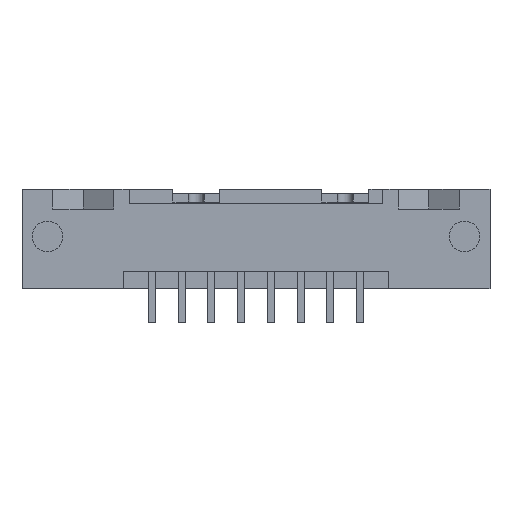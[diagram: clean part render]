
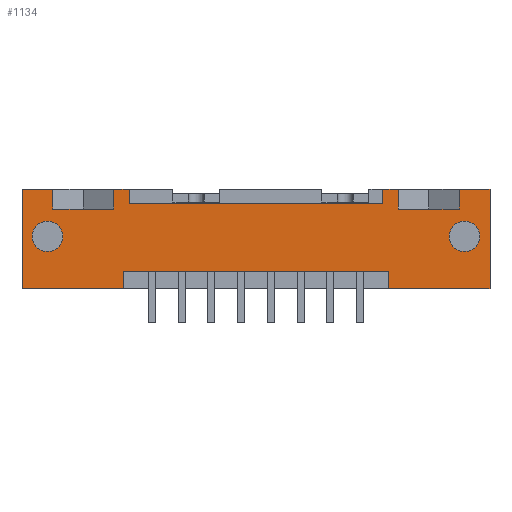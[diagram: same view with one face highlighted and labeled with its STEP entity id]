
A CAD part, front view. The second image highlights one B-rep face of the part: STEP entity #1134.
In plain terms, the highlighted planar face has unit normal (0, -1, 0).
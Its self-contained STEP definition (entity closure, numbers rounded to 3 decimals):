
#859=FACE_BOUND('',#1943,.T.);
#860=FACE_BOUND('',#1944,.T.);
#861=FACE_BOUND('',#1945,.T.);
#906=CIRCLE('',#6186,1.3);
#908=CIRCLE('',#6190,1.3);
#1134=ADVANCED_FACE('',(#859,#860,#861),#1404,.T.);
#1404=PLANE('',#6212);
#1943=EDGE_LOOP('',(#2925));
#1944=EDGE_LOOP('',(#2926));
#1945=EDGE_LOOP('',(#2927,#2928,#2929,#2930,#2931,#2932,#2933,#2934,#2935,
#2936,#2937,#2938,#2939,#2940,#2941,#2942,#2943,#2944,#2945,#2946));
#2925=ORIENTED_EDGE('',*,*,#4393,.T.);
#2926=ORIENTED_EDGE('',*,*,#4395,.T.);
#2927=ORIENTED_EDGE('',*,*,#4443,.T.);
#2928=ORIENTED_EDGE('',*,*,#4444,.T.);
#2929=ORIENTED_EDGE('',*,*,#4442,.T.);
#2930=ORIENTED_EDGE('',*,*,#4445,.T.);
#2931=ORIENTED_EDGE('',*,*,#4438,.T.);
#2932=ORIENTED_EDGE('',*,*,#4425,.T.);
#2933=ORIENTED_EDGE('',*,*,#4431,.T.);
#2934=ORIENTED_EDGE('',*,*,#4446,.T.);
#2935=ORIENTED_EDGE('',*,*,#4447,.T.);
#2936=ORIENTED_EDGE('',*,*,#4448,.T.);
#2937=ORIENTED_EDGE('',*,*,#4449,.T.);
#2938=ORIENTED_EDGE('',*,*,#4450,.T.);
#2939=ORIENTED_EDGE('',*,*,#4421,.T.);
#2940=ORIENTED_EDGE('',*,*,#4413,.T.);
#2941=ORIENTED_EDGE('',*,*,#4414,.T.);
#2942=ORIENTED_EDGE('',*,*,#4451,.T.);
#2943=ORIENTED_EDGE('',*,*,#4405,.F.);
#2944=ORIENTED_EDGE('',*,*,#4452,.T.);
#2945=ORIENTED_EDGE('',*,*,#4397,.T.);
#2946=ORIENTED_EDGE('',*,*,#4453,.T.);
#3767=VERTEX_POINT('',#8548);
#3769=VERTEX_POINT('',#8554);
#3771=VERTEX_POINT('',#8558);
#3772=VERTEX_POINT('',#8560);
#3778=VERTEX_POINT('',#8575);
#3779=VERTEX_POINT('',#8577);
#3782=VERTEX_POINT('',#8586);
#3786=VERTEX_POINT('',#8593);
#3787=VERTEX_POINT('',#8597);
#3791=VERTEX_POINT('',#8611);
#3794=VERTEX_POINT('',#8620);
#3795=VERTEX_POINT('',#8621);
#3799=VERTEX_POINT('',#8631);
#3803=VERTEX_POINT('',#8645);
#3804=VERTEX_POINT('',#8649);
#3807=VERTEX_POINT('',#8654);
#3808=VERTEX_POINT('',#8658);
#3809=VERTEX_POINT('',#8659);
#3810=VERTEX_POINT('',#8663);
#3811=VERTEX_POINT('',#8665);
#3812=VERTEX_POINT('',#8667);
#3813=VERTEX_POINT('',#8669);
#4393=EDGE_CURVE('',#3767,#3767,#906,.T.);
#4395=EDGE_CURVE('',#3769,#3769,#908,.T.);
#4397=EDGE_CURVE('',#3772,#3771,#5094,.T.);
#4405=EDGE_CURVE('',#3778,#3779,#5102,.T.);
#4413=EDGE_CURVE('',#3782,#3786,#5108,.T.);
#4414=EDGE_CURVE('',#3786,#3787,#5109,.T.);
#4421=EDGE_CURVE('',#3791,#3782,#5116,.T.);
#4425=EDGE_CURVE('',#3794,#3795,#5118,.T.);
#4431=EDGE_CURVE('',#3795,#3799,#5124,.T.);
#4438=EDGE_CURVE('',#3803,#3794,#5131,.T.);
#4442=EDGE_CURVE('',#3804,#3807,#5135,.T.);
#4443=EDGE_CURVE('',#3808,#3809,#5136,.T.);
#4444=EDGE_CURVE('',#3809,#3804,#5137,.T.);
#4445=EDGE_CURVE('',#3807,#3803,#5138,.T.);
#4446=EDGE_CURVE('',#3799,#3810,#5139,.T.);
#4447=EDGE_CURVE('',#3810,#3811,#5140,.T.);
#4448=EDGE_CURVE('',#3811,#3812,#5141,.T.);
#4449=EDGE_CURVE('',#3812,#3813,#5142,.T.);
#4450=EDGE_CURVE('',#3813,#3791,#5143,.T.);
#4451=EDGE_CURVE('',#3787,#3779,#5144,.T.);
#4452=EDGE_CURVE('',#3778,#3772,#5145,.T.);
#4453=EDGE_CURVE('',#3771,#3808,#5146,.T.);
#5094=LINE('',#8559,#5783);
#5102=LINE('',#8576,#5791);
#5108=LINE('',#8594,#5797);
#5109=LINE('',#8596,#5798);
#5116=LINE('',#8610,#5805);
#5118=LINE('',#8619,#5807);
#5124=LINE('',#8633,#5813);
#5131=LINE('',#8646,#5820);
#5135=LINE('',#8655,#5824);
#5136=LINE('',#8657,#5825);
#5137=LINE('',#8660,#5826);
#5138=LINE('',#8661,#5827);
#5139=LINE('',#8662,#5828);
#5140=LINE('',#8664,#5829);
#5141=LINE('',#8666,#5830);
#5142=LINE('',#8668,#5831);
#5143=LINE('',#8670,#5832);
#5144=LINE('',#8671,#5833);
#5145=LINE('',#8672,#5834);
#5146=LINE('',#8673,#5835);
#5783=VECTOR('',#7171,1.);
#5791=VECTOR('',#7183,1.);
#5797=VECTOR('',#7197,1.);
#5798=VECTOR('',#7200,1.);
#5805=VECTOR('',#7213,1.);
#5807=VECTOR('',#7223,1.);
#5813=VECTOR('',#7231,1.);
#5820=VECTOR('',#7244,1.);
#5824=VECTOR('',#7250,1.);
#5825=VECTOR('',#7253,1.);
#5826=VECTOR('',#7254,1.);
#5827=VECTOR('',#7255,1.);
#5828=VECTOR('',#7256,1.);
#5829=VECTOR('',#7257,1.);
#5830=VECTOR('',#7258,1.);
#5831=VECTOR('',#7259,1.);
#5832=VECTOR('',#7260,1.);
#5833=VECTOR('',#7261,1.);
#5834=VECTOR('',#7262,1.);
#5835=VECTOR('',#7263,1.);
#6186=AXIS2_PLACEMENT_3D('',#8547,#7158,#7159);
#6190=AXIS2_PLACEMENT_3D('',#8553,#7166,#7167);
#6212=AXIS2_PLACEMENT_3D('',#8674,#7264,#7265);
#7158=DIRECTION('',(0.,1.,0.));
#7159=DIRECTION('',(1.,0.,0.));
#7166=DIRECTION('',(0.,1.,0.));
#7167=DIRECTION('',(1.,0.,0.));
#7171=DIRECTION('',(0.,0.,1.));
#7183=DIRECTION('',(0.,0.,1.));
#7197=DIRECTION('',(-1.,0.,0.));
#7200=DIRECTION('',(0.,0.,1.));
#7213=DIRECTION('',(0.,0.,-1.));
#7223=DIRECTION('',(-1.,0.,0.));
#7231=DIRECTION('',(0.,0.,1.));
#7244=DIRECTION('',(0.,0.,-1.));
#7250=DIRECTION('',(0.,0.,1.));
#7253=DIRECTION('',(0.,0.,-1.));
#7254=DIRECTION('',(1.,0.,0.));
#7255=DIRECTION('',(-1.,0.,0.));
#7256=DIRECTION('',(-1.,0.,0.));
#7257=DIRECTION('',(0.,0.,-1.));
#7258=DIRECTION('',(-1.,0.,0.));
#7259=DIRECTION('',(0.,0.,1.));
#7260=DIRECTION('',(-1.,0.,0.));
#7261=DIRECTION('',(-1.,0.,0.));
#7262=DIRECTION('',(1.,0.,0.));
#7263=DIRECTION('',(1.,0.,0.));
#7264=DIRECTION('',(0.,-1.,0.));
#7265=DIRECTION('',(1.,0.,0.));
#8547=CARTESIAN_POINT('',(6.157,2.59,4.47));
#8548=CARTESIAN_POINT('',(7.457,2.59,4.47));
#8553=CARTESIAN_POINT('',(-29.403,2.59,4.47));
#8554=CARTESIAN_POINT('',(-28.103,2.59,4.47));
#8558=CARTESIAN_POINT('',(-22.933,2.59,1.48));
#8559=CARTESIAN_POINT('',(-22.933,2.59,0.));
#8560=CARTESIAN_POINT('',(-22.933,2.59,0.));
#8575=CARTESIAN_POINT('',(-31.573,2.59,0.));
#8576=CARTESIAN_POINT('',(-31.573,2.59,0.));
#8577=CARTESIAN_POINT('',(-31.573,2.59,8.5));
#8586=CARTESIAN_POINT('',(-23.753,2.59,6.8));
#8593=CARTESIAN_POINT('',(-28.953,2.59,6.8));
#8594=CARTESIAN_POINT('',(-23.753,2.59,6.8));
#8596=CARTESIAN_POINT('',(-28.953,2.59,6.8));
#8597=CARTESIAN_POINT('',(-28.953,2.59,8.5));
#8610=CARTESIAN_POINT('',(-23.753,2.59,8.5));
#8611=CARTESIAN_POINT('',(-23.753,2.59,8.5));
#8619=CARTESIAN_POINT('',(5.707,2.59,6.8));
#8620=CARTESIAN_POINT('',(5.707,2.59,6.8));
#8621=CARTESIAN_POINT('',(0.507,2.59,6.8));
#8631=CARTESIAN_POINT('',(0.507,2.59,8.5));
#8633=CARTESIAN_POINT('',(0.507,2.59,6.8));
#8645=CARTESIAN_POINT('',(5.707,2.59,8.5));
#8646=CARTESIAN_POINT('',(5.707,2.59,8.5));
#8649=CARTESIAN_POINT('',(8.327,2.59,0.));
#8654=CARTESIAN_POINT('',(8.327,2.59,8.5));
#8655=CARTESIAN_POINT('',(8.327,2.59,0.));
#8657=CARTESIAN_POINT('',(-0.313,2.59,1.48));
#8658=CARTESIAN_POINT('',(-0.313,2.59,1.48));
#8659=CARTESIAN_POINT('',(-0.313,2.59,0.));
#8660=CARTESIAN_POINT('',(-0.313,2.59,0.));
#8661=CARTESIAN_POINT('',(8.327,2.59,8.5));
#8662=CARTESIAN_POINT('',(0.507,2.59,8.5));
#8663=CARTESIAN_POINT('',(-0.813,2.59,8.5));
#8664=CARTESIAN_POINT('',(-0.813,2.59,8.5));
#8665=CARTESIAN_POINT('',(-0.813,2.59,7.3));
#8666=CARTESIAN_POINT('',(-0.813,2.59,7.3));
#8667=CARTESIAN_POINT('',(-22.433,2.59,7.3));
#8668=CARTESIAN_POINT('',(-22.433,2.59,7.3));
#8669=CARTESIAN_POINT('',(-22.433,2.59,8.5));
#8670=CARTESIAN_POINT('',(-22.433,2.59,8.5));
#8671=CARTESIAN_POINT('',(-28.953,2.59,8.5));
#8672=CARTESIAN_POINT('',(-31.573,2.59,0.));
#8673=CARTESIAN_POINT('',(-22.933,2.59,1.48));
#8674=CARTESIAN_POINT('',(-31.573,2.59,0.));
